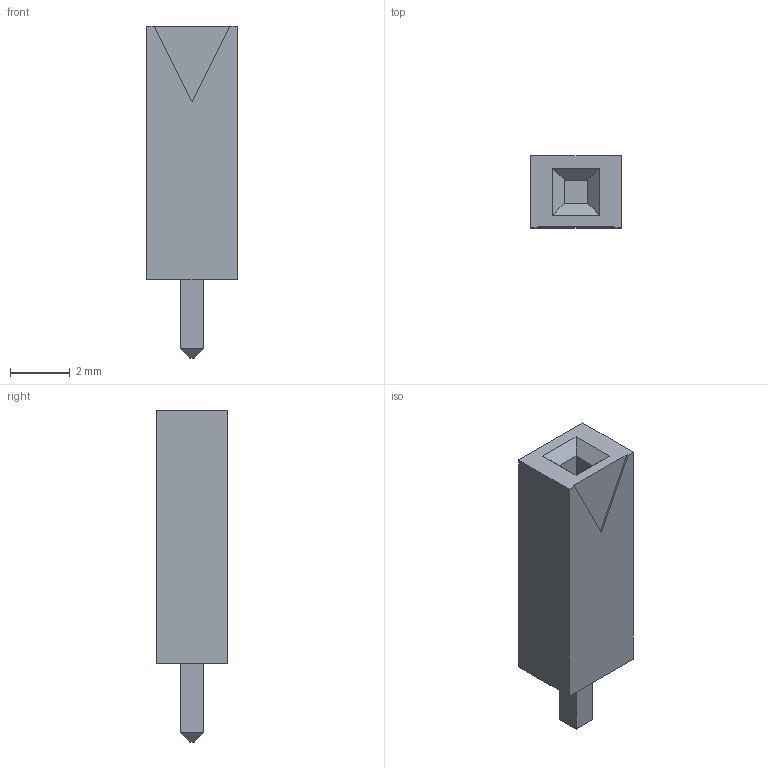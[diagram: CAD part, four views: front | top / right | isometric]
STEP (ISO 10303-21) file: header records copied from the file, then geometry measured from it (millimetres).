
FILE_DESCRIPTION(('FreeCAD Model'),'2;1');
FILE_NAME('1508444.2.1.stp','2020-06-08T13:17:51',( 'Author'),(''),'Open CASCADE STEP processor 6.9','FreeCAD','Unknown' );
FILE_SCHEMA(('AUTOMOTIVE_DESIGN { 1 0 10303 214 1 1 1 1 }'));
Length unit declared in the file: millimetre
Products named in the file (3): ASSEMBLY; Body; LeadsArray
Assembly tree (2 placements, depth 2):
  ASSEMBLY
    Body
    LeadsArray
Bounding box: 3.05 x 2.41 x 11.15 mm (x, y, z)
Volume: 60.4 mm3; surface area: 143.1 mm2
Topology: 2 solids, 2 shells, 28 faces, 61 edges, 38 vertices
Faces by surface type: plane 28
Entity records: 1600 total; most frequent: CARTESIAN_POINT 252, DIRECTION 245, LINE 183, VECTOR 183, ORIENTED_EDGE 122, PCURVE 122, DEFINITIONAL_REPRESENTATION 122, EDGE_CURVE 61
